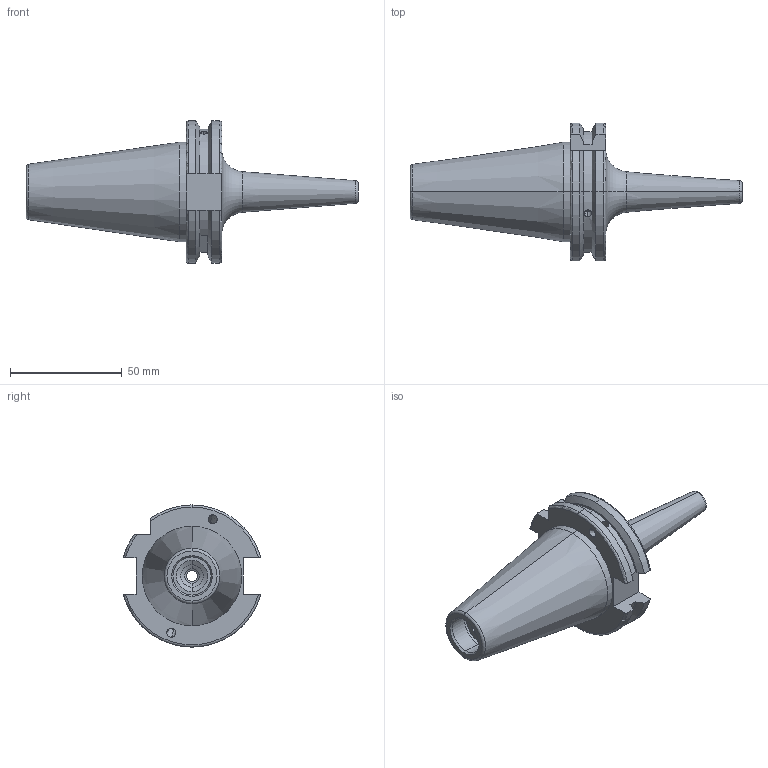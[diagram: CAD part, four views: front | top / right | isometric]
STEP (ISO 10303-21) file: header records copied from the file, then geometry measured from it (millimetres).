
FILE_DESCRIPTION (( 'STEP AP203' ), '1' );
FILE_NAME ('91406-SR205080.STEP', '2023-05-24T12:29:20', ( '' ), ( '' ), 'SwSTEP 2.0', 'SolidWorks 2018', '' );
FILE_SCHEMA (( 'CONFIG_CONTROL_DESIGN' ));
Length unit declared in the file: millimetre
Products named in the file (4): SK40SFC05080FWW; GS-M4X4_DIN 913 - M4 x 4-N; 91406-SR205080
Assembly tree (4 placements, depth 3):
  91406-SR205080
    SK40SFC05080FWW
      SK40SFC05080FWW
      GS-M4X4_DIN 913 - M4 x 4-N  x2
Bounding box: 148.4 x 61.48 x 63.55 mm (x, y, z)
Volume: 111936.8 mm3; surface area: 24758.8 mm2
Topology: 3 solids, 3 shells, 194 faces, 489 edges, 309 vertices
Faces by surface type: cone 78, cylinder 52, plane 46, torus 14, bspline 4
Entity records: 5238 total; most frequent: CARTESIAN_POINT 1199, DIRECTION 802, ORIENTED_EDGE 738, EDGE_CURVE 369, AXIS2_PLACEMENT_3D 322, VERTEX_POINT 233, CIRCLE 171, EDGE_LOOP 164
